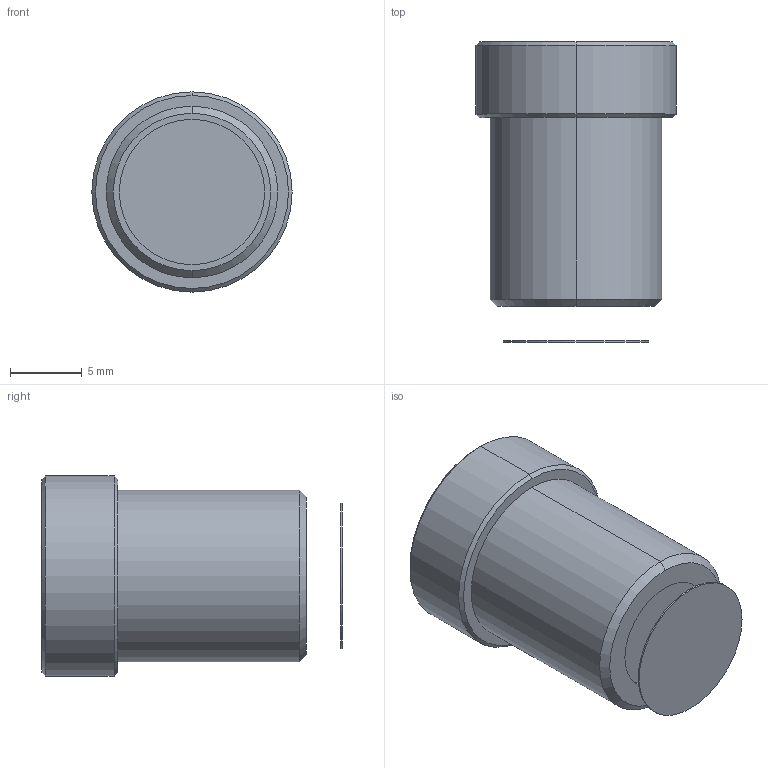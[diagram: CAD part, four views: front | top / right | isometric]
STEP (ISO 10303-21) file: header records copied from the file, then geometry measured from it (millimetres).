
FILE_DESCRIPTION (( 'STEP AP214' ), '1' );
FILE_NAME ('L079-3.04-M12.STEP', '', ( '' ), ( '' ), '', '', '' );
FILE_SCHEMA (( 'AUTOMOTIVE_DESIGN' ));
Length unit declared in the file: millimetre
Products named in the file (1): L079-3.04-M12
Bounding box: 14 x 21 x 14 mm (x, y, z)
Volume: 2135.4 mm3; surface area: 1271.4 mm2
Topology: 2 solids, 2 shells, 32 faces, 63 edges, 40 vertices
Faces by surface type: cylinder 16, plane 9, cone 6, sphere 1
Entity records: 889 total; most frequent: DIRECTION 164, CARTESIAN_POINT 131, ORIENTED_EDGE 120, AXIS2_PLACEMENT_3D 71, EDGE_CURVE 60, CIRCLE 38, VERTEX_POINT 38, EDGE_LOOP 38
